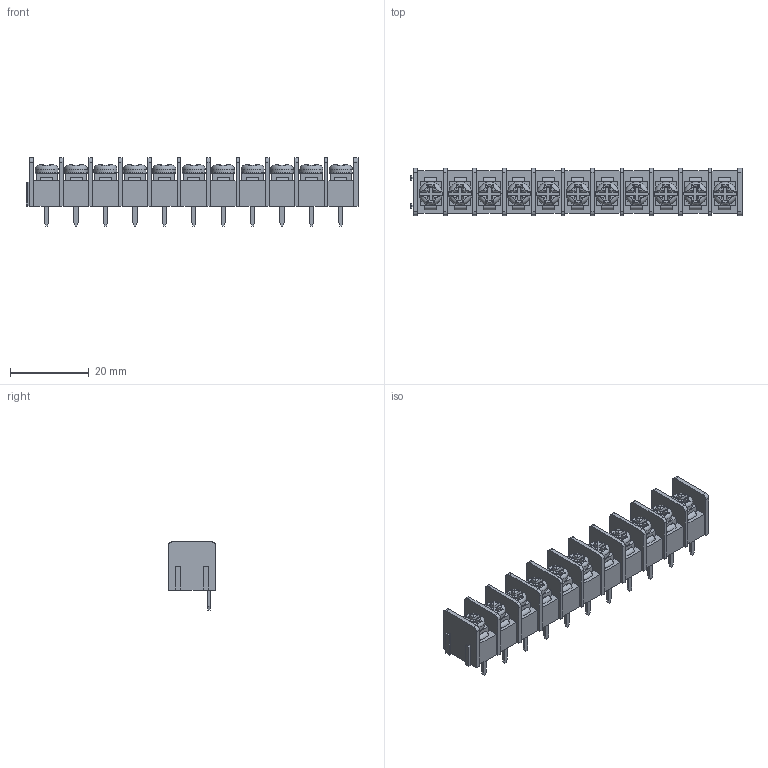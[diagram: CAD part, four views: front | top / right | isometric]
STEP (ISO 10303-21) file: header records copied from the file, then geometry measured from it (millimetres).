
FILE_DESCRIPTION(/* description */ ('Unknown'),/* implementation_level */ '2;1');
FILE_NAME(/* name */ 'Terminal Block - 7.62mm - 11 Pin',/* time_stamp */ '2018-12-07T12:40:33-05:00',/* author */ ('Unknown'),/* organization */ ('Unknown'),/* preprocessor_version */ 'ST-DEVELOPER v16.7',/* originating_system */ 'DEX',/* authorisation */ $);
FILE_SCHEMA (('AUTOMOTIVE_DESIGN {1 0 10303 214 3 1 1}'));
Length unit declared in the file: millimetre
Products named in the file (1): Terminal Block - 7.62mm - 11 Pin
Bounding box: 84.28 x 12.01 x 17.3 mm (x, y, z)
Volume: 7877.7 mm3; surface area: 6813 mm2
Topology: 12 solids, 32 shells, 916 faces, 2347 edges, 1517 vertices
Faces by surface type: plane 633, cylinder 145, bspline 105, torus 33
Full cylindrical faces by diameter (mm): 5.842 x11
Entity records: 33352 total; most frequent: CARTESIAN_POINT 8724, ORIENTED_EDGE 4620, DIRECTION 3652, EDGE_CURVE 2310, VERTEX_POINT 1506, LINE 1448, VECTOR 1448, AXIS2_PLACEMENT_3D 1102
